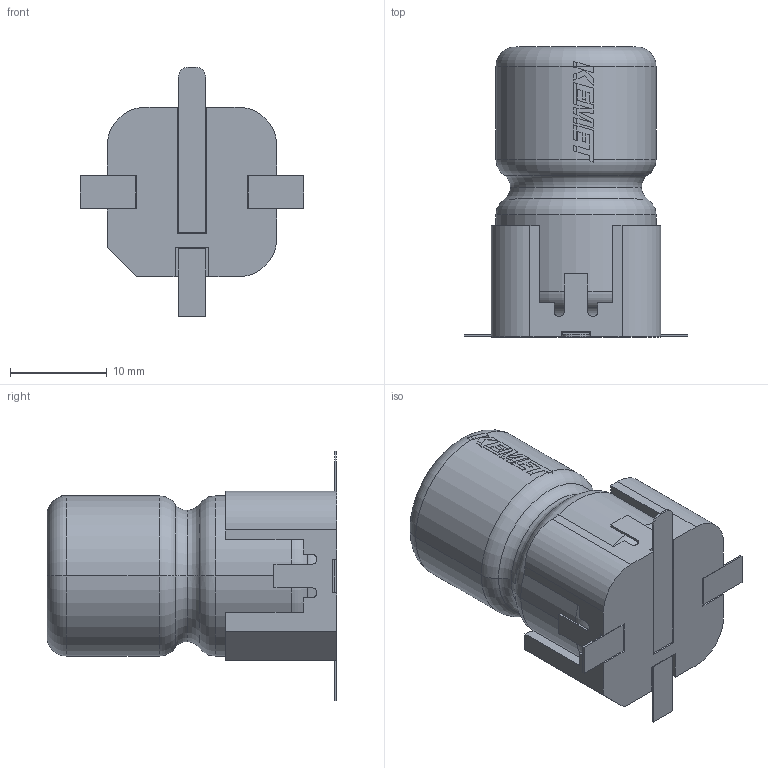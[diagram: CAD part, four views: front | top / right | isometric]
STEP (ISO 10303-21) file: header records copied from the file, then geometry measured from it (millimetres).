
FILE_DESCRIPTION (( 'STEP AP214' ), '1' );
FILE_NAME ('CAA_V_17X28.9_L29.9T2.8S3.3E22.8W17.5.STEP', '2024-10-22T22:04:50', ( '' ), ( '' ), 'SwSTEP 2.0', 'SolidWorks 2021', '' );
FILE_SCHEMA (( 'AUTOMOTIVE_DESIGN' ));
Length unit declared in the file: millimetre
Products named in the file (1): CAA_V_17X28.9_L29.9T2.8S3.3E22.8W17.5
Bounding box: 23 x 29.9 x 25.7 mm (x, y, z)
Volume: 6745.7 mm3; surface area: 4028.8 mm2
Topology: 4 solids, 4 shells, 208 faces, 555 edges, 362 vertices
Faces by surface type: plane 152, cylinder 36, torus 14, cone 6
Entity records: 8375 total; most frequent: CARTESIAN_POINT 1357, ORIENTED_EDGE 1110, DIRECTION 1006, EDGE_CURVE 555, VECTOR 400, LINE 400, VERTEX_POINT 362, AXIS2_PLACEMENT_3D 303
